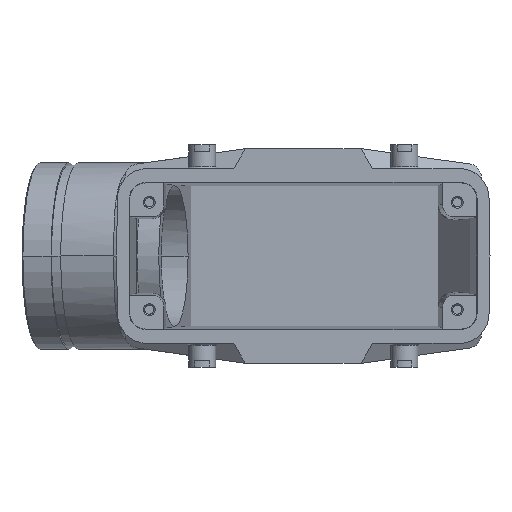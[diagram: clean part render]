
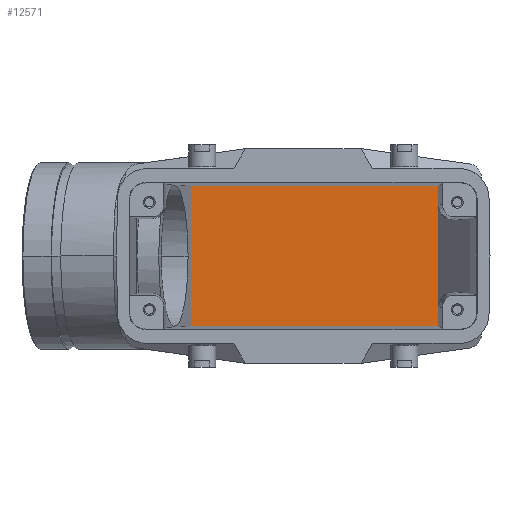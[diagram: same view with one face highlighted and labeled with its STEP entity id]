
A CAD part, front view. The second image highlights one B-rep face of the part: STEP entity #12571.
In plain terms, the highlighted planar face has unit normal (0, -1, 0).
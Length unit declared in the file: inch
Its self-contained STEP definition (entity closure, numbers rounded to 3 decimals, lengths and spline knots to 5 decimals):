
#3705=CARTESIAN_POINT('',(1.3376,2.51968,0.69825));
#3707=DIRECTION('',(-1.,0.,0.));
#3708=VECTOR('',#3707,2.45008);
#3709=CARTESIAN_POINT('',(1.3376,2.51968,0.69825));
#3710=LINE('',#3709,#3708);
#3868=CARTESIAN_POINT('',(1.3376,2.51968,
-0.69825));
#3883=DIRECTION('',(0.,0.,1.));
#3884=VECTOR('',#3883,1.3965);
#3885=CARTESIAN_POINT('',(-1.11248,2.51968,
-0.69825));
#3886=LINE('',#3885,#3884);
#3887=CARTESIAN_POINT('',(1.3376,2.51968,0.69825));
#3888=CARTESIAN_POINT('',(1.3376,2.51968,0.54309));
#3889=CARTESIAN_POINT('',(1.33756,2.51969,0.23275));
#3890=CARTESIAN_POINT('',(1.33756,2.51969,
-0.23275));
#3891=CARTESIAN_POINT('',(1.3376,2.51968,
-0.54309));
#3892=CARTESIAN_POINT('',(1.3376,2.51968,
-0.69825));
#3894=DIRECTION('',(-1.,0.,0.));
#3895=VECTOR('',#3894,2.45008);
#3896=CARTESIAN_POINT('',(1.3376,2.51968,
-0.69825));
#3897=LINE('',#3896,#3895);
#6552=CARTESIAN_POINT('',(-1.11248,2.51968,
0.69825));
#6553=VERTEX_POINT('',#6552);
#6554=CARTESIAN_POINT('',(-1.11248,2.51968,
-0.69825));
#6555=VERTEX_POINT('',#6554);
#6571=VERTEX_POINT('',#3705);
#6598=VERTEX_POINT('',#3868);
#12560=CARTESIAN_POINT('',(-1.43493,2.51969,
-0.84646));
#12561=DIRECTION('',(0.,-1.,0.));
#12562=DIRECTION('',(-1.,0.,0.));
#12563=AXIS2_PLACEMENT_3D('',#12560,#12561,#12562);
#12564=PLANE('',#12563);
#12565=ORIENTED_EDGE('',*,*,#12274,.T.);
#12566=ORIENTED_EDGE('',*,*,#12355,.F.);
#12567=ORIENTED_EDGE('',*,*,#12455,.T.);
#12568=ORIENTED_EDGE('',*,*,#12543,.T.);
#12569=EDGE_LOOP('',(#12565,#12566,#12567,#12568));
#12570=FACE_OUTER_BOUND('',#12569,.F.);
#12571=ADVANCED_FACE('',(#12570),#12564,.T.);
#3893=B_SPLINE_CURVE_WITH_KNOTS('',3,(#3887,#3888,#3889,#3890,#3891,#3892),
.UNSPECIFIED.,.F.,.F.,(4,1,1,4),(0.,0.33333,0.66667,1.),
.UNSPECIFIED.);
#12274=EDGE_CURVE('',#6555,#6553,#3886,.T.);
#12355=EDGE_CURVE('',#6571,#6553,#3710,.T.);
#12455=EDGE_CURVE('',#6571,#6598,#3893,.T.);
#12543=EDGE_CURVE('',#6598,#6555,#3897,.T.);
